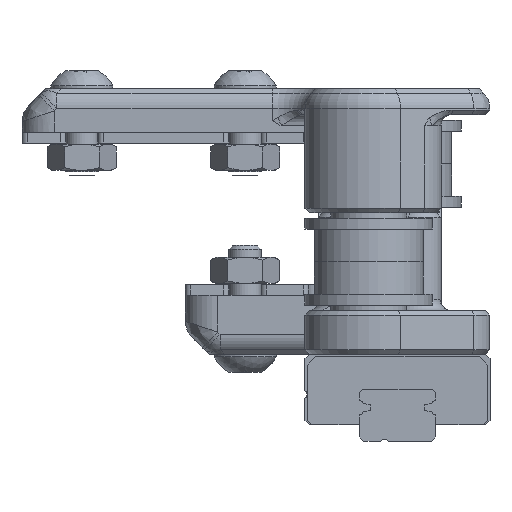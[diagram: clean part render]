
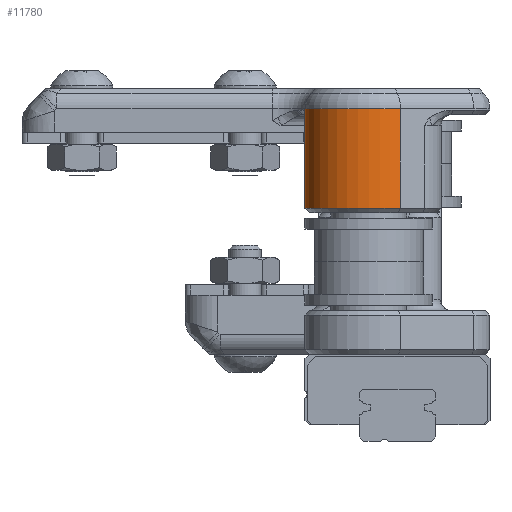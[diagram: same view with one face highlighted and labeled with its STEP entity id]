
A CAD part, front view. The second image highlights one B-rep face of the part: STEP entity #11780.
In plain terms, the highlighted cylindrical face has radius 5.85 mm (diameter 11.7 mm), a partial arc.
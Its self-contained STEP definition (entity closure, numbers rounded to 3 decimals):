
#780=CYLINDRICAL_SURFACE('',#12828,5.85);
#1102=FACE_OUTER_BOUND('',#1823,.T.);
#1823=EDGE_LOOP('',(#8787,#8788,#8789,#8790));
#3041=LINE('',#18446,#3812);
#3046=LINE('',#18474,#3817);
#3812=VECTOR('',#14703,10.);
#3817=VECTOR('',#14710,10.);
#4522=CIRCLE('',#12815,5.85);
#4529=CIRCLE('',#12829,5.85);
#5264=VERTEX_POINT('',#18406);
#5266=VERTEX_POINT('',#18412);
#5276=VERTEX_POINT('',#18445);
#5283=VERTEX_POINT('',#18473);
#6553=EDGE_CURVE('',#5264,#5266,#4522,.T.);
#6568=EDGE_CURVE('',#5276,#5266,#3041,.T.);
#6576=EDGE_CURVE('',#5283,#5264,#3046,.T.);
#6577=EDGE_CURVE('',#5276,#5283,#4529,.T.);
#8787=ORIENTED_EDGE('',*,*,#6553,.F.);
#8788=ORIENTED_EDGE('',*,*,#6576,.F.);
#8789=ORIENTED_EDGE('',*,*,#6577,.F.);
#8790=ORIENTED_EDGE('',*,*,#6568,.T.);
#11780=ADVANCED_FACE('',(#1102),#780,.T.);
#12815=AXIS2_PLACEMENT_3D('',#18416,#14669,#14670);
#12828=AXIS2_PLACEMENT_3D('',#18472,#14708,#14709);
#12829=AXIS2_PLACEMENT_3D('',#18475,#14711,#14712);
#14669=DIRECTION('center_axis',(0.,0.,
1.));
#14670=DIRECTION('ref_axis',(-1.,0.,0.));
#14703=DIRECTION('',(0.,0.,1.));
#14708=DIRECTION('center_axis',(0.,0.,
1.));
#14709=DIRECTION('ref_axis',(-1.,0.,0.));
#14710=DIRECTION('',(0.,0.,1.));
#14711=DIRECTION('center_axis',(0.,0.,
-1.));
#14712=DIRECTION('ref_axis',(-0.5,0.866,0.));
#18406=CARTESIAN_POINT('',(0.275,21.046,11.));
#18412=CARTESIAN_POINT('',(-8.5,15.98,11.));
#18416=CARTESIAN_POINT('Origin',(-2.65,15.98,11.));
#18445=CARTESIAN_POINT('',(-8.5,15.98,1.828));
#18446=CARTESIAN_POINT('',(-8.5,15.98,0.));
#18472=CARTESIAN_POINT('Origin',(-2.65,15.98,0.));
#18473=CARTESIAN_POINT('',(0.275,21.046,1.828));
#18474=CARTESIAN_POINT('',(0.275,21.046,0.));
#18475=CARTESIAN_POINT('Origin',(-2.65,15.98,1.828));
